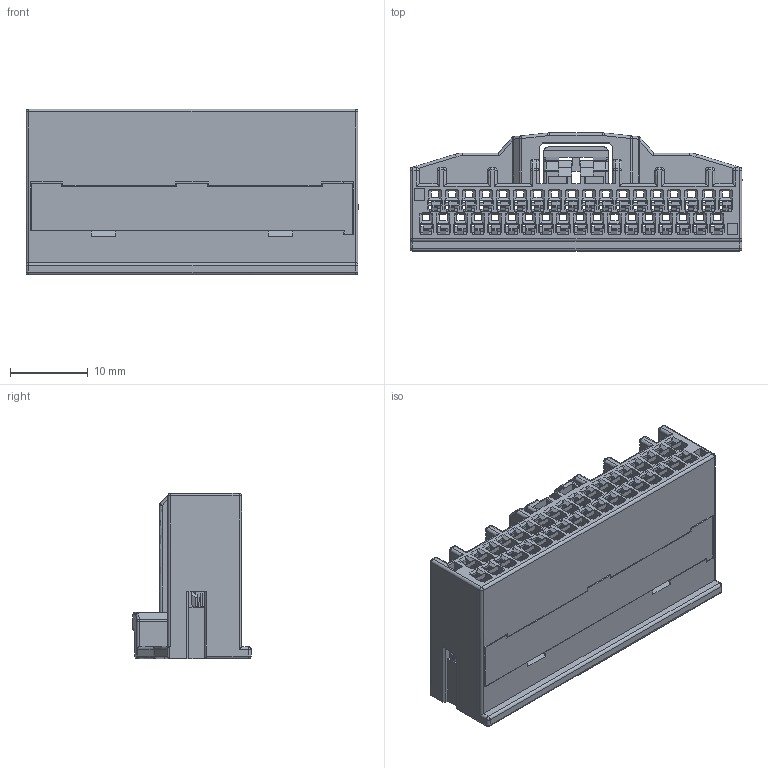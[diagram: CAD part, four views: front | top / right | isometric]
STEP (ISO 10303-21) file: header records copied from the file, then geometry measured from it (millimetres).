
FILE_DESCRIPTION( ('This file contains a STEP AP42 implementation' ,'as created by ZW3D STEP Interface translator.') ,'2;1' );
FILE_NAME( '72230-2FC036AB00BA1W.stp' ,'231026.1829 7', (''), ('ZWCAD Software Co.'), 'Version 1.0', 'ZW3D to STEP translator', '' );
FILE_SCHEMA(('AUTOMOTIVE_DESIGN { 1 0 10303 214 1 1 1 1 }'));
Length unit declared in the file: millimetre
Products named in the file (2): 0; 72230-2FC036AB00BA1W
Bounding box: 42.7 x 15.2 x 21.3 mm (x, y, z)
Volume: 4417.8 mm3; surface area: 12418.3 mm2
Topology: 1 solids, 2 shells, 2891 faces, 8592 edges, 5595 vertices
Faces by surface type: plane 2608, cylinder 138, bspline 125, sphere 20
Entity records: 121241 total; most frequent: CARTESIAN_POINT 53488, ORIENTED_EDGE 17210, EDGE_CURVE 8605, DIRECTION 7932, B_SPLINE_CURVE_WITH_KNOTS 6295, VERTEX_POINT 5595, EDGE_LOOP 3106, AXIS2_PLACEMENT_3D 2892
